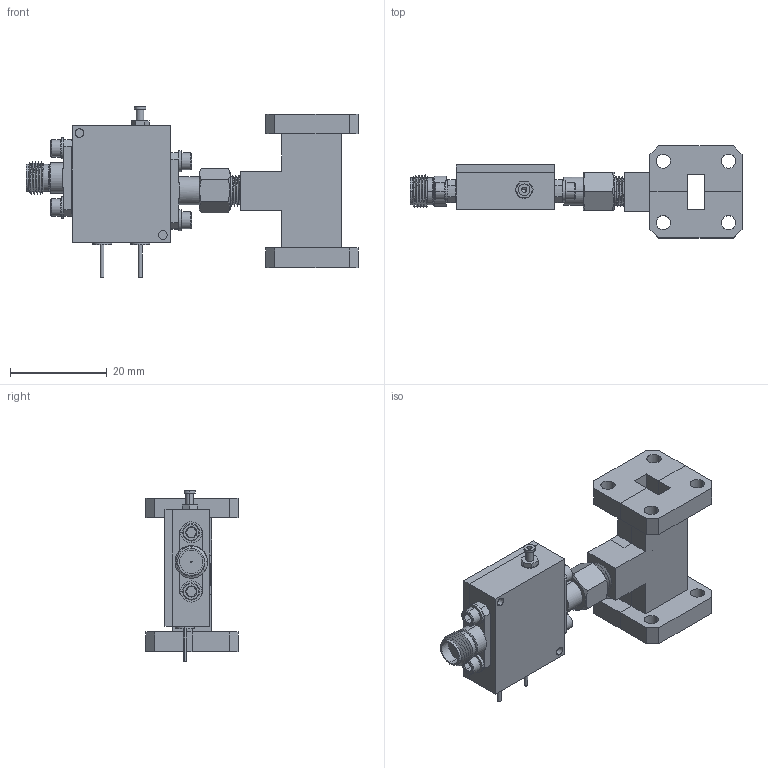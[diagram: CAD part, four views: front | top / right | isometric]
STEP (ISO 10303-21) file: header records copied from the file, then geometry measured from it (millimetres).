
FILE_DESCRIPTION (( 'STEP AP203' ), '1' );
FILE_NAME ('SKS-2734032030-2828-R1.STEP', '2019-03-14T22:51:40', ( '' ), ( '' ), 'SwSTEP 2.0', 'SolidWorks 2016', '' );
FILE_SCHEMA (( 'CONFIG_CONTROL_DESIGN' ));
Products named in the file (1): SKS-2734032030-2828-R1
Bounding box: 68.68 x 19.05 x 35.33 mm (x, y, z)
Volume: 10098.9 mm3; surface area: 11877.5 mm2
Topology: 30 solids, 30 shells, 1428 faces, 3629 edges, 2307 vertices
Faces by surface type: cylinder 796, plane 365, cone 235, bspline 30, torus 2
Entity records: 57568 total; most frequent: CARTESIAN_POINT 26452, ORIENTED_EDGE 7174, DIRECTION 5824, EDGE_CURVE 3587, VERTEX_POINT 2307, AXIS2_PLACEMENT_3D 2183, EDGE_LOOP 1572, VECTOR 1458
